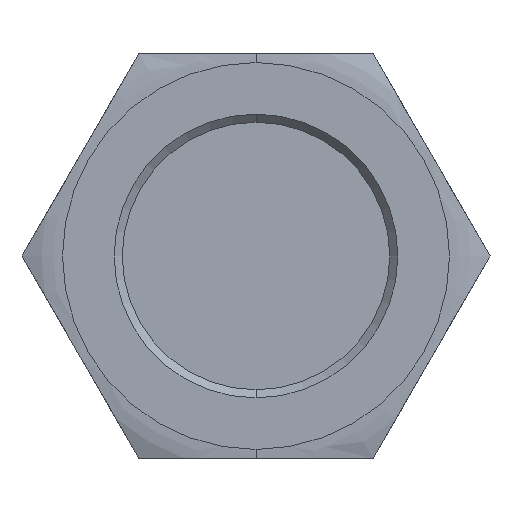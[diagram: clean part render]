
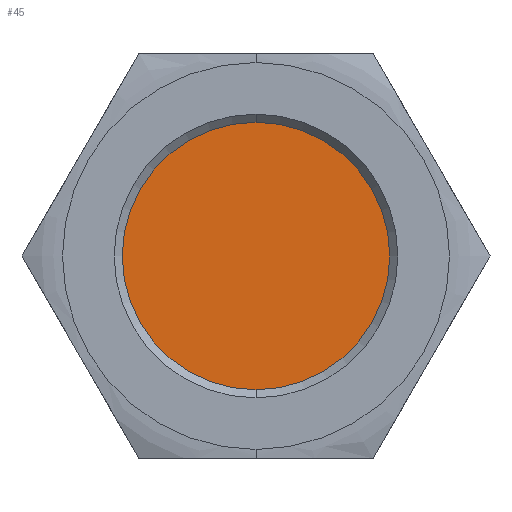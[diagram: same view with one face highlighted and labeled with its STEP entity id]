
A CAD part, front view. The second image highlights one B-rep face of the part: STEP entity #45.
In plain terms, the highlighted planar face has unit normal (0, -1, 0).
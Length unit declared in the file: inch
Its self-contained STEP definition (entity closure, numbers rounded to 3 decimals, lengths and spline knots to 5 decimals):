
#42 = ORIENTED_EDGE ( 'NONE', *, *, #43, .F. ) ;
#43 = EDGE_CURVE ( 'NONE', #91, #93, #269, .T. ) ;
#45 = ADVANCED_FACE ( 'NONE', ( #258 ), #263, .T. ) ;
#47 = ORIENTED_EDGE ( 'NONE', *, *, #197, .F. ) ;
#48 = EDGE_LOOP ( 'NONE', ( #47, #42 ) ) ;
#91 = VERTEX_POINT ( 'NONE', #452 ) ;
#93 = VERTEX_POINT ( 'NONE', #446 ) ;
#197 = EDGE_CURVE ( 'NONE', #93, #91, #677, .T. ) ;
#247 = DIRECTION ( 'NONE',  ( 0., 0., 1. ) ) ;
#248 = DIRECTION ( 'NONE',  ( 0., -1., 0. ) ) ;
#249 = CARTESIAN_POINT ( 'NONE',  ( 0., -1., 0. ) ) ;
#257 = AXIS2_PLACEMENT_3D ( 'NONE', #249, #248, #247 ) ;
#258 = FACE_OUTER_BOUND ( 'NONE', #48, .T. ) ;
#263 = PLANE ( 'NONE',  #257 ) ;
#265 = DIRECTION ( 'NONE',  ( 0., 0., 1. ) ) ;
#266 = DIRECTION ( 'NONE',  ( 0., 1., 0. ) ) ;
#267 = CARTESIAN_POINT ( 'NONE',  ( 0., -1., 0. ) ) ;
#268 = AXIS2_PLACEMENT_3D ( 'NONE', #267, #266, #265 ) ;
#269 = CIRCLE ( 'NONE', #268, 0.0825 ) ;
#446 = CARTESIAN_POINT ( 'NONE',  ( 0., -1., -0.0825 ) ) ;
#452 = CARTESIAN_POINT ( 'NONE',  ( 0., -1., 0.0825 ) ) ;
#673 = DIRECTION ( 'NONE',  ( 0., 0., 1. ) ) ;
#674 = DIRECTION ( 'NONE',  ( 0., 1., 0. ) ) ;
#675 = CARTESIAN_POINT ( 'NONE',  ( 0., -1., 0. ) ) ;
#676 = AXIS2_PLACEMENT_3D ( 'NONE', #675, #674, #673 ) ;
#677 = CIRCLE ( 'NONE', #676, 0.0825 ) ;
